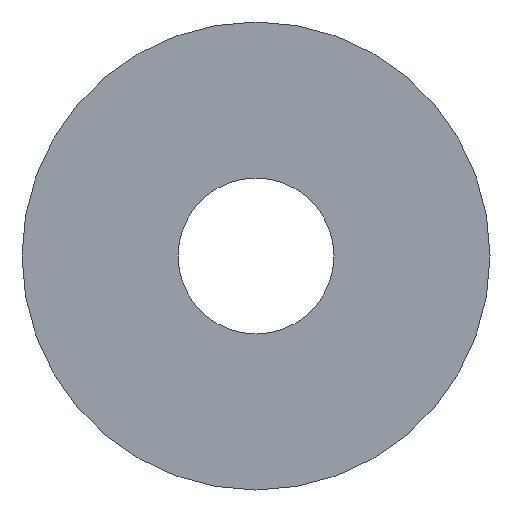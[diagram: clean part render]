
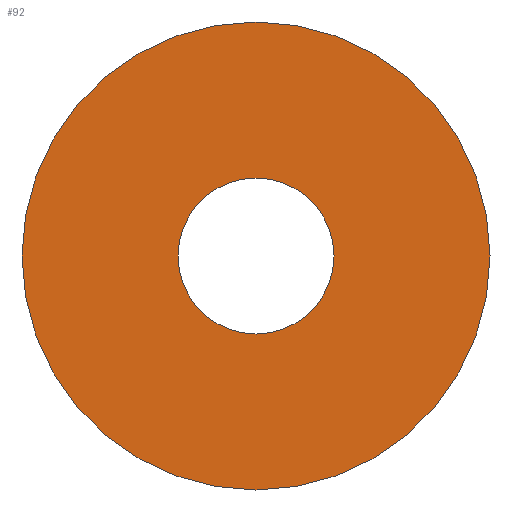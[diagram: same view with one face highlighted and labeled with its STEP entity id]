
A CAD part, left-side view. The second image highlights one B-rep face of the part: STEP entity #92.
In plain terms, the highlighted planar face has unit normal (-1, 0, 0).
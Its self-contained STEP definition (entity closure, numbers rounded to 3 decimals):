
#4 = CARTESIAN_POINT ( 'NONE',  ( 0., 0., -4.5 ) ) ;
#17 = FACE_BOUND ( 'NONE', #70, .T. ) ;
#20 = CARTESIAN_POINT ( 'NONE',  ( 0., 0., 0. ) ) ;
#22 = DIRECTION ( 'NONE',  ( 1., 0., 0. ) ) ;
#45 = ORIENTED_EDGE ( 'NONE', *, *, #60, .T. ) ;
#48 = CARTESIAN_POINT ( 'NONE',  ( 0., 0., 1.5 ) ) ;
#50 = EDGE_CURVE ( 'NONE', #148, #146, #173, .T. ) ;
#52 = CIRCLE ( 'NONE', #144, 4.5 ) ;
#53 = CARTESIAN_POINT ( 'NONE',  ( 0., 0., -1.5 ) ) ;
#60 = EDGE_CURVE ( 'NONE', #110, #212, #96, .T. ) ;
#70 = EDGE_LOOP ( 'NONE', ( #45, #116 ) ) ;
#71 = DIRECTION ( 'NONE',  ( 1., 0., 0. ) ) ;
#73 = CARTESIAN_POINT ( 'NONE',  ( 0., 0., 4.5 ) ) ;
#84 = DIRECTION ( 'NONE',  ( 1., 0., 0. ) ) ;
#92 = ADVANCED_FACE ( 'NONE', ( #181, #17 ), #118, .F. ) ;
#96 = CIRCLE ( 'NONE', #124, 1.5 ) ;
#98 = CARTESIAN_POINT ( 'NONE',  ( 0., 0., 0. ) ) ;
#99 = CARTESIAN_POINT ( 'NONE',  ( 0., 0., 0. ) ) ;
#103 = AXIS2_PLACEMENT_3D ( 'NONE', #20, #71, #140 ) ;
#110 = VERTEX_POINT ( 'NONE', #48 ) ;
#115 = EDGE_CURVE ( 'NONE', #146, #148, #52, .T. ) ;
#116 = ORIENTED_EDGE ( 'NONE', *, *, #190, .T. ) ;
#118 = PLANE ( 'NONE',  #183 ) ;
#119 = DIRECTION ( 'NONE',  ( 1., 0., 0. ) ) ;
#124 = AXIS2_PLACEMENT_3D ( 'NONE', #167, #194, #211 ) ;
#136 = DIRECTION ( 'NONE',  ( 0., 0., -1. ) ) ;
#140 = DIRECTION ( 'NONE',  ( 0., 0., -1. ) ) ;
#144 = AXIS2_PLACEMENT_3D ( 'NONE', #153, #22, #159 ) ;
#146 = VERTEX_POINT ( 'NONE', #4 ) ;
#148 = VERTEX_POINT ( 'NONE', #73 ) ;
#150 = EDGE_LOOP ( 'NONE', ( #207, #193 ) ) ;
#153 = CARTESIAN_POINT ( 'NONE',  ( 0., 0., 0. ) ) ;
#159 = DIRECTION ( 'NONE',  ( 0., 0., -1. ) ) ;
#166 = DIRECTION ( 'NONE',  ( 0., 0., -1. ) ) ;
#167 = CARTESIAN_POINT ( 'NONE',  ( 0., 0., 0. ) ) ;
#173 = CIRCLE ( 'NONE', #192, 4.5 ) ;
#181 = FACE_OUTER_BOUND ( 'NONE', #150, .T. ) ;
#183 = AXIS2_PLACEMENT_3D ( 'NONE', #98, #119, #166 ) ;
#187 = CIRCLE ( 'NONE', #103, 1.5 ) ;
#190 = EDGE_CURVE ( 'NONE', #212, #110, #187, .T. ) ;
#192 = AXIS2_PLACEMENT_3D ( 'NONE', #99, #84, #136 ) ;
#193 = ORIENTED_EDGE ( 'NONE', *, *, #115, .F. ) ;
#194 = DIRECTION ( 'NONE',  ( 1., 0., 0. ) ) ;
#207 = ORIENTED_EDGE ( 'NONE', *, *, #50, .F. ) ;
#211 = DIRECTION ( 'NONE',  ( 0., 0., -1. ) ) ;
#212 = VERTEX_POINT ( 'NONE', #53 ) ;
